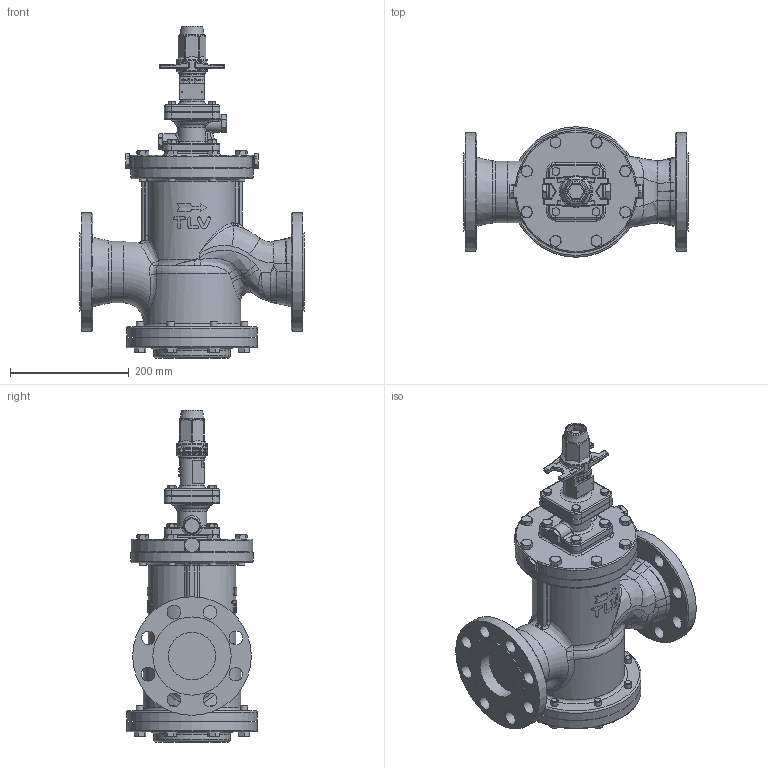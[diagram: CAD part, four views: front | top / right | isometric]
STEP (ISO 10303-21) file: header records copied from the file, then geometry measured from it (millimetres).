
FILE_DESCRIPTION(/* description */ (''),/* implementation_level */ '2;1');
FILE_NAME(/* name */ 'crh16-080-jis20-00.stp',/* time_stamp */ '2024-11-14T16:13:04+09:00',/* author */ ('nakaot'),/* organization */ (''),/* preprocessor_version */ 'ST-DEVELOPER v18.1',/* originating_system */ 'Autodesk Inventor 2022',/* authorisation */ '');
FILE_SCHEMA (('AUTOMOTIVE_DESIGN { 1 0 10303 214 3 1 1 }'));
Length unit declared in the file: millimetre
Products named in the file (1): COSR-16HT 80A 20KRF(修正)
Bounding box: 378 x 220 x 560 mm (x, y, z)
Volume: 11205268.3 mm3; surface area: 689852.2 mm2
Topology: 1 solids, 1 shells, 1320 faces, 3136 edges, 1892 vertices
Faces by surface type: plane 454, cylinder 325, cone 247, bspline 184, torus 94, sphere 16
Full cylindrical faces by diameter (mm): 1.6 x2, 8 x4, 8.376 x4, 10 x4, 12 x40, 14 x16, 23 x16, 42 x1, 45 x1, 45.5 x1, 52 x1, 80 x2, 82.5 x1, 83 x1, 104 x1, 130 x2, 132 x2, 140 x1, 164 x1, 200 x2, 206 x1, 220 x2
Entity records: 45286 total; most frequent: CARTESIAN_POINT 14942, ORIENTED_EDGE 6220, DIRECTION 5930, EDGE_CURVE 3110, AXIS2_PLACEMENT_3D 2436, VERTEX_POINT 1892, EDGE_LOOP 1500, FACE_OUTER_BOUND 1320
